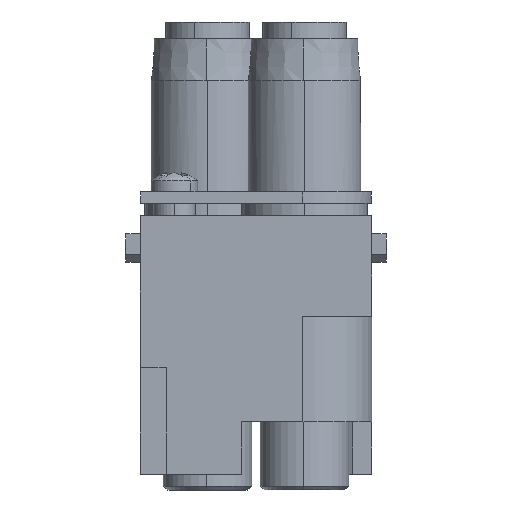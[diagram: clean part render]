
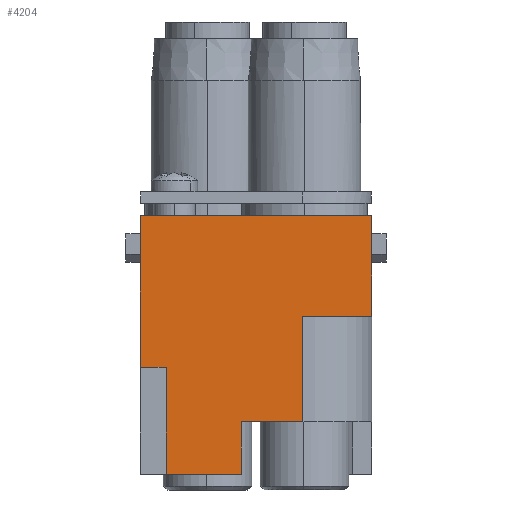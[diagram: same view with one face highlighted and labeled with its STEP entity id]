
A CAD part, left-side view. The second image highlights one B-rep face of the part: STEP entity #4204.
In plain terms, the highlighted planar face has unit normal (-1, 0, 0).
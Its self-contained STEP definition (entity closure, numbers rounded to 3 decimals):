
#4145=AXIS2_PLACEMENT_3D('Plane Axis2P3D',#4142,#4143,#4144) ;
#3684=CARTESIAN_POINT('Vertex',(0.,19.,2.05)) ;
#3687=CARTESIAN_POINT('Line Origine',(0.,23.9,2.05)) ;
#3691=CARTESIAN_POINT('Vertex',(0.,28.8,2.05)) ;
#3907=CARTESIAN_POINT('Vertex',(0.,32.2,16.05)) ;
#3910=CARTESIAN_POINT('Line Origine',(0.,32.2,26.)) ;
#3914=CARTESIAN_POINT('Vertex',(0.,32.2,35.95)) ;
#4123=CARTESIAN_POINT('Line Origine',(0.,19.,5.5)) ;
#4127=CARTESIAN_POINT('Vertex',(0.,19.,8.95)) ;
#4142=CARTESIAN_POINT('Axis2P3D Location',(0.,32.2,35.95)) ;
#4147=CARTESIAN_POINT('Line Origine',(0.,30.5,16.05)) ;
#4151=CARTESIAN_POINT('Vertex',(0.,28.8,16.05)) ;
#4154=CARTESIAN_POINT('Line Origine',(0.,28.8,9.05)) ;
#4159=CARTESIAN_POINT('Line Origine',(0.,14.95,8.95)) ;
#4163=CARTESIAN_POINT('Vertex',(0.,10.9,8.95)) ;
#4166=CARTESIAN_POINT('Line Origine',(0.,10.9,15.85)) ;
#4170=CARTESIAN_POINT('Vertex',(0.,10.9,22.75)) ;
#4173=CARTESIAN_POINT('Line Origine',(0.,6.4,22.75)) ;
#4177=CARTESIAN_POINT('Vertex',(0.,1.9,22.75)) ;
#4180=CARTESIAN_POINT('Line Origine',(0.,1.9,29.35)) ;
#4184=CARTESIAN_POINT('Vertex',(0.,1.9,35.95)) ;
#4187=CARTESIAN_POINT('Line Origine',(0.,17.05,35.95)) ;
#3688=DIRECTION('Vector Direction',(0.,1.,0.)) ;
#3911=DIRECTION('Vector Direction',(0.,0.,1.)) ;
#4124=DIRECTION('Vector Direction',(0.,0.,-1.)) ;
#4143=DIRECTION('Axis2P3D Direction',(-1.,0.,0.)) ;
#4144=DIRECTION('Axis2P3D XDirection',(0.,1.,0.)) ;
#4148=DIRECTION('Vector Direction',(0.,-1.,0.)) ;
#4155=DIRECTION('Vector Direction',(0.,0.,-1.)) ;
#4160=DIRECTION('Vector Direction',(0.,1.,0.)) ;
#4167=DIRECTION('Vector Direction',(0.,0.,-1.)) ;
#4174=DIRECTION('Vector Direction',(0.,1.,0.)) ;
#4181=DIRECTION('Vector Direction',(0.,0.,1.)) ;
#4188=DIRECTION('Vector Direction',(0.,1.,0.)) ;
#3689=VECTOR('Line Direction',#3688,1.) ;
#3912=VECTOR('Line Direction',#3911,1.) ;
#4125=VECTOR('Line Direction',#4124,1.) ;
#4149=VECTOR('Line Direction',#4148,1.) ;
#4156=VECTOR('Line Direction',#4155,1.) ;
#4161=VECTOR('Line Direction',#4160,1.) ;
#4168=VECTOR('Line Direction',#4167,1.) ;
#4175=VECTOR('Line Direction',#4174,1.) ;
#4182=VECTOR('Line Direction',#4181,1.) ;
#4189=VECTOR('Line Direction',#4188,1.) ;
#4193=ORIENTED_EDGE('',*,*,#4153,.T.) ;
#4194=ORIENTED_EDGE('',*,*,#4158,.T.) ;
#4195=ORIENTED_EDGE('',*,*,#3693,.F.) ;
#4196=ORIENTED_EDGE('',*,*,#4129,.F.) ;
#4197=ORIENTED_EDGE('',*,*,#4165,.F.) ;
#4198=ORIENTED_EDGE('',*,*,#4172,.F.) ;
#4199=ORIENTED_EDGE('',*,*,#4179,.F.) ;
#4200=ORIENTED_EDGE('',*,*,#4186,.T.) ;
#4201=ORIENTED_EDGE('',*,*,#4191,.T.) ;
#4202=ORIENTED_EDGE('',*,*,#3916,.F.) ;
#4204=ADVANCED_FACE('Hauptkoerper',(#4203),#4146,.T.) ;
#3693=EDGE_CURVE('',#3685,#3692,#3690,.T.) ;
#3916=EDGE_CURVE('',#3908,#3915,#3913,.T.) ;
#4129=EDGE_CURVE('',#4128,#3685,#4126,.T.) ;
#4153=EDGE_CURVE('',#3908,#4152,#4150,.T.) ;
#4158=EDGE_CURVE('',#4152,#3692,#4157,.T.) ;
#4165=EDGE_CURVE('',#4164,#4128,#4162,.T.) ;
#4172=EDGE_CURVE('',#4171,#4164,#4169,.T.) ;
#4179=EDGE_CURVE('',#4178,#4171,#4176,.T.) ;
#4186=EDGE_CURVE('',#4178,#4185,#4183,.T.) ;
#4191=EDGE_CURVE('',#4185,#3915,#4190,.T.) ;
#4192=EDGE_LOOP('',(#4193,#4194,#4195,#4196,#4197,#4198,#4199,#4200,#4201,#4202)) ;
#4203=FACE_OUTER_BOUND('',#4192,.T.) ;
#3690=LINE('Line',#3687,#3689) ;
#3913=LINE('Line',#3910,#3912) ;
#4126=LINE('Line',#4123,#4125) ;
#4150=LINE('Line',#4147,#4149) ;
#4157=LINE('Line',#4154,#4156) ;
#4162=LINE('Line',#4159,#4161) ;
#4169=LINE('Line',#4166,#4168) ;
#4176=LINE('Line',#4173,#4175) ;
#4183=LINE('Line',#4180,#4182) ;
#4190=LINE('Line',#4187,#4189) ;
#4146=PLANE('',#4145) ;
#3685=VERTEX_POINT('',#3684) ;
#3692=VERTEX_POINT('',#3691) ;
#3908=VERTEX_POINT('',#3907) ;
#3915=VERTEX_POINT('',#3914) ;
#4128=VERTEX_POINT('',#4127) ;
#4152=VERTEX_POINT('',#4151) ;
#4164=VERTEX_POINT('',#4163) ;
#4171=VERTEX_POINT('',#4170) ;
#4178=VERTEX_POINT('',#4177) ;
#4185=VERTEX_POINT('',#4184) ;
